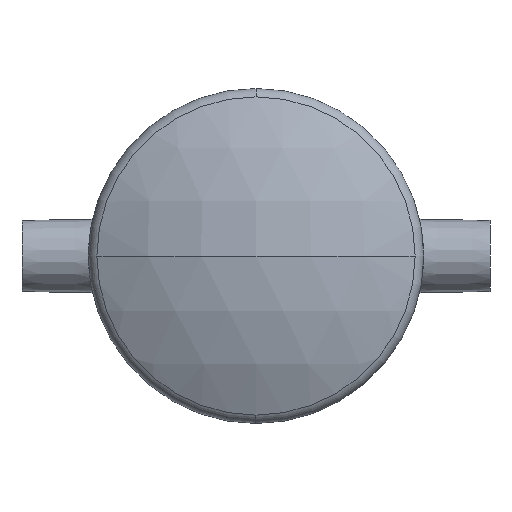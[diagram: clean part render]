
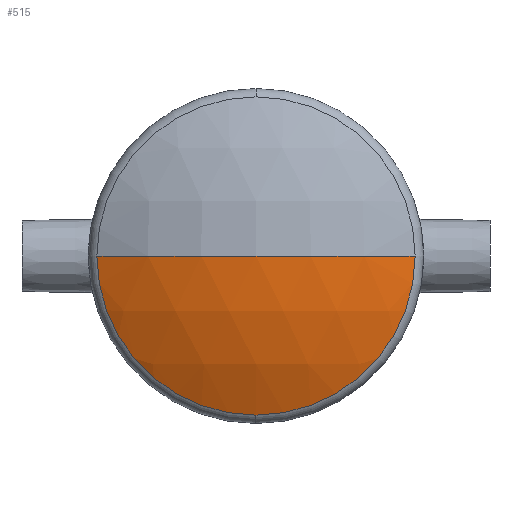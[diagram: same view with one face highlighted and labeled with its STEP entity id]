
A CAD part, left-side view. The second image highlights one B-rep face of the part: STEP entity #515.
In plain terms, the highlighted spherical face has radius 70 mm.
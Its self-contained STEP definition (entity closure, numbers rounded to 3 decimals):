
#13 = AXIS2_PLACEMENT_3D ( 'NONE', #275, #850, #73 ) ;
#36 = VERTEX_POINT ( 'NONE', #131 ) ;
#42 = VERTEX_POINT ( 'NONE', #773 ) ;
#45 = DIRECTION ( 'NONE',  ( 0., 0., -1. ) ) ;
#73 = DIRECTION ( 'NONE',  ( 0., 0., 1. ) ) ;
#123 = ORIENTED_EDGE ( 'NONE', *, *, #369, .T. ) ;
#131 = CARTESIAN_POINT ( 'NONE',  ( -47.41, 0., 0. ) ) ;
#139 = SPHERICAL_SURFACE ( 'NONE', #331, 70. ) ;
#170 = ORIENTED_EDGE ( 'NONE', *, *, #547, .T. ) ;
#199 = DIRECTION ( 'NONE',  ( 0., 0., 1. ) ) ;
#211 = CARTESIAN_POINT ( 'NONE',  ( -40., 31.343, 0. ) ) ;
#272 = DIRECTION ( 'NONE',  ( 0., 0., -1. ) ) ;
#275 = CARTESIAN_POINT ( 'NONE',  ( -40., 0., 0. ) ) ;
#278 = FACE_OUTER_BOUND ( 'NONE', #536, .T. ) ;
#280 = CARTESIAN_POINT ( 'NONE',  ( 22.59, 0., 0. ) ) ;
#331 = AXIS2_PLACEMENT_3D ( 'NONE', #928, #272, #562 ) ;
#369 = EDGE_CURVE ( 'NONE', #42, #724, #519, .T. ) ;
#372 = AXIS2_PLACEMENT_3D ( 'NONE', #683, #45, #614 ) ;
#391 = AXIS2_PLACEMENT_3D ( 'NONE', #280, #861, #481 ) ;
#423 = CIRCLE ( 'NONE', #13, 31.343 ) ;
#447 = EDGE_CURVE ( 'NONE', #724, #36, #780, .T. ) ;
#481 = DIRECTION ( 'NONE',  ( 1., 0., 0. ) ) ;
#482 = ORIENTED_EDGE ( 'NONE', *, *, #636, .F. ) ;
#515 = ADVANCED_FACE ( 'NONE', ( #278 ), #139, .T. ) ;
#519 = CIRCLE ( 'NONE', #674, 31.343 ) ;
#536 = EDGE_LOOP ( 'NONE', ( #170, #123, #705, #482 ) ) ;
#547 = EDGE_CURVE ( 'NONE', #622, #42, #423, .T. ) ;
#562 = DIRECTION ( 'NONE',  ( 0., 1., 0. ) ) ;
#597 = CIRCLE ( 'NONE', #391, 70. ) ;
#603 = CARTESIAN_POINT ( 'NONE',  ( -40., 0., 0. ) ) ;
#614 = DIRECTION ( 'NONE',  ( 0., 1., 0. ) ) ;
#622 = VERTEX_POINT ( 'NONE', #211 ) ;
#636 = EDGE_CURVE ( 'NONE', #622, #36, #597, .T. ) ;
#674 = AXIS2_PLACEMENT_3D ( 'NONE', #603, #819, #199 ) ;
#683 = CARTESIAN_POINT ( 'NONE',  ( 22.59, 0., 0. ) ) ;
#705 = ORIENTED_EDGE ( 'NONE', *, *, #447, .T. ) ;
#724 = VERTEX_POINT ( 'NONE', #766 ) ;
#766 = CARTESIAN_POINT ( 'NONE',  ( -40., -31.343, 0. ) ) ;
#773 = CARTESIAN_POINT ( 'NONE',  ( -40., 0., -31.343 ) ) ;
#780 = CIRCLE ( 'NONE', #372, 70. ) ;
#819 = DIRECTION ( 'NONE',  ( -1., 0., 0. ) ) ;
#850 = DIRECTION ( 'NONE',  ( -1., 0., 0. ) ) ;
#861 = DIRECTION ( 'NONE',  ( 0., 0., 1. ) ) ;
#928 = CARTESIAN_POINT ( 'NONE',  ( 22.59, 0., 0. ) ) ;
